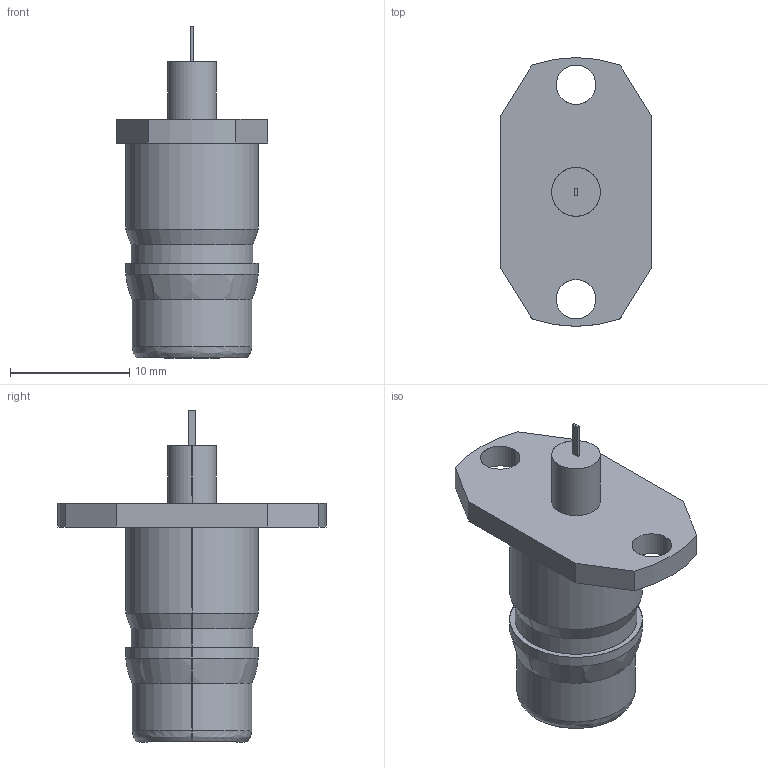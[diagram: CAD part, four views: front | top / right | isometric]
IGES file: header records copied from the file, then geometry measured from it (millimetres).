
Start section: SolidWorks IGES file using analytic representation for surfaces
Global section: file name: R164.474.120B.IGS; native system: SolidWorks 2014; preprocessor: SolidWorks 2014; author: RAYMOND_G; date: 150414.101946; units: millimetre
Bounding box: 12.7 x 22.5 x 27.8 mm (x, y, z)
Surface area: 1637 mm2 (no closed solid volume)
Topology: 0 solids, 0 shells, 78 faces, 770 edges, 768 vertices
Faces by surface type: revolution 45, bspline 33
